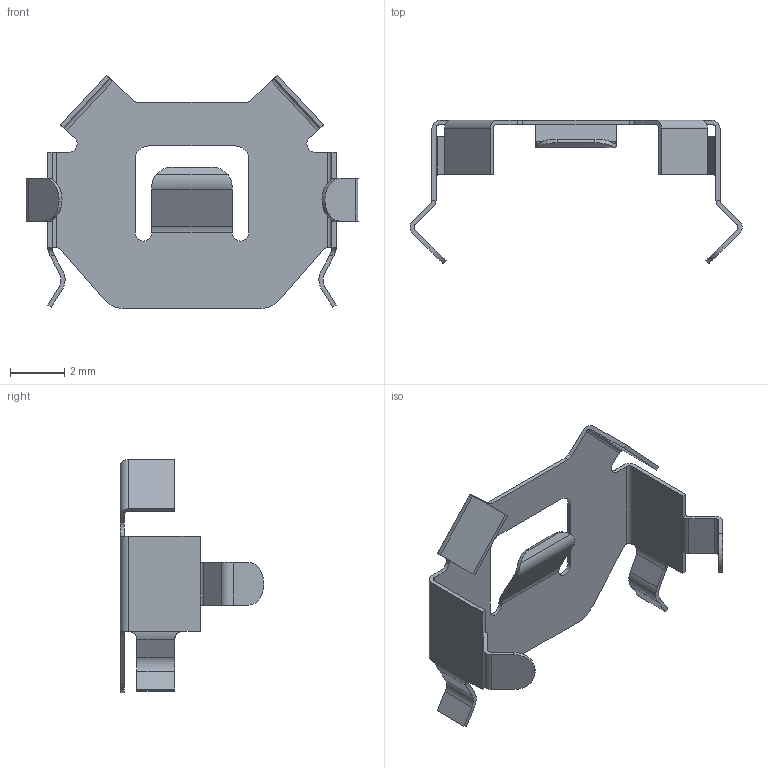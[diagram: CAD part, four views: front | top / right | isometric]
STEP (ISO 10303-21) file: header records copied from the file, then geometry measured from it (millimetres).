
FILE_DESCRIPTION(('FreeCAD Model'),'2;1');
FILE_NAME('Open CASCADE Shape Model','2023-09-01T11:35:19',(''),(''), 'Open CASCADE STEP processor 7.6','FreeCAD','Unknown');
FILE_SCHEMA(('AUTOMOTIVE_DESIGN { 1 0 10303 214 1 1 1 1 }'));
Length unit declared in the file: millimetre
Products named in the file (1): Keystone_3031
Bounding box: 12.23 x 5.29 x 8.59 mm (x, y, z)
Volume: 16.9 mm3; surface area: 236 mm2
Topology: 1 solids, 1 shells, 127 faces, 352 edges, 228 vertices
Faces by surface type: plane 79, cylinder 48
Entity records: 4098 total; most frequent: CARTESIAN_POINT 786, ORIENTED_EDGE 704, DIRECTION 680, EDGE_CURVE 352, LINE 244, VECTOR 244, VERTEX_POINT 228, AXIS2_PLACEMENT_3D 218
